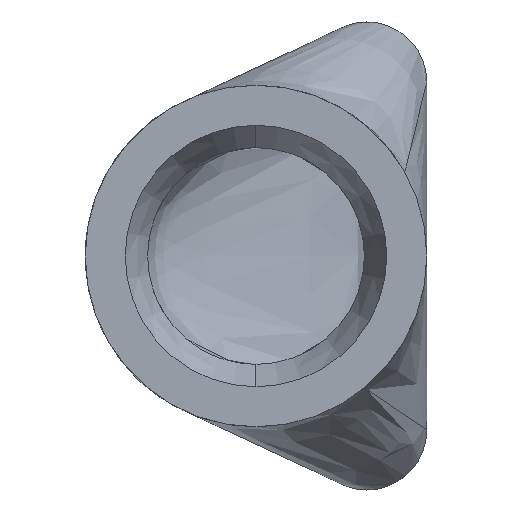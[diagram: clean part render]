
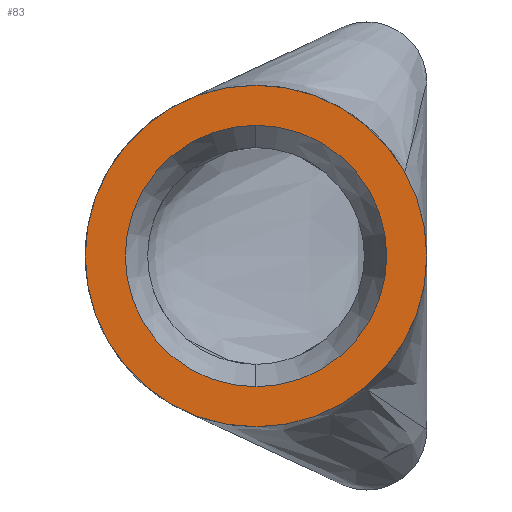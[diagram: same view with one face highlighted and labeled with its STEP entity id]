
A CAD part, left-side view. The second image highlights one B-rep face of the part: STEP entity #83.
In plain terms, the highlighted planar face has unit normal (-1, 0, 0).
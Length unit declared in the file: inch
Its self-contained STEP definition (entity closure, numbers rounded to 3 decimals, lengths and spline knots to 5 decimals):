
#52 = CARTESIAN_POINT ( 'NONE',  ( 0., 0.427, 0. ) ) ;
#60 = VERTEX_POINT ( 'NONE', #532 ) ;
#83 = ADVANCED_FACE ( 'NONE', ( #258, #358 ), #184, .T. ) ;
#123 = ORIENTED_EDGE ( 'NONE', *, *, #871, .T. ) ;
#140 = CIRCLE ( 'NONE', #911, 0.32696 ) ;
#143 = ORIENTED_EDGE ( 'NONE', *, *, #417, .T. ) ;
#165 = DIRECTION ( 'NONE',  ( 0., 0., 1. ) ) ;
#184 = PLANE ( 'NONE',  #762 ) ;
#187 = CARTESIAN_POINT ( 'NONE',  ( 0., 0.427, 0.32696 ) ) ;
#217 = CARTESIAN_POINT ( 'NONE',  ( 0., 0.427, 0. ) ) ;
#258 = FACE_BOUND ( 'NONE', #968, .T. ) ;
#284 = CARTESIAN_POINT ( 'NONE',  ( 0., 0.427, 0. ) ) ;
#285 = CARTESIAN_POINT ( 'NONE',  ( 0., 0.427, -0.427 ) ) ;
#295 = EDGE_CURVE ( 'NONE', #1139, #60, #140, .T. ) ;
#311 = AXIS2_PLACEMENT_3D ( 'NONE', #217, #569, #474 ) ;
#320 = DIRECTION ( 'NONE',  ( 1., 0., 0. ) ) ;
#358 = FACE_OUTER_BOUND ( 'NONE', #940, .T. ) ;
#369 = AXIS2_PLACEMENT_3D ( 'NONE', #284, #463, #868 ) ;
#417 = EDGE_CURVE ( 'NONE', #1008, #580, #555, .T. ) ;
#463 = DIRECTION ( 'NONE',  ( 1., 0., 0. ) ) ;
#474 = DIRECTION ( 'NONE',  ( 0., 0., 1. ) ) ;
#526 = DIRECTION ( 'NONE',  ( 0., 0., 1. ) ) ;
#532 = CARTESIAN_POINT ( 'NONE',  ( 0., 0.427, -0.32696 ) ) ;
#555 = CIRCLE ( 'NONE', #798, 0.427 ) ;
#569 = DIRECTION ( 'NONE',  ( -1., 0., 0. ) ) ;
#580 = VERTEX_POINT ( 'NONE', #285 ) ;
#606 = ORIENTED_EDGE ( 'NONE', *, *, #295, .T. ) ;
#614 = CARTESIAN_POINT ( 'NONE',  ( 0., 0., 0. ) ) ;
#631 = CIRCLE ( 'NONE', #311, 0.427 ) ;
#708 = CARTESIAN_POINT ( 'NONE',  ( 0., 0.427, 0. ) ) ;
#762 = AXIS2_PLACEMENT_3D ( 'NONE', #614, #981, #165 ) ;
#798 = AXIS2_PLACEMENT_3D ( 'NONE', #708, #975, #526 ) ;
#868 = DIRECTION ( 'NONE',  ( 0., 0., 1. ) ) ;
#871 = EDGE_CURVE ( 'NONE', #580, #1008, #631, .T. ) ;
#876 = CARTESIAN_POINT ( 'NONE',  ( 0., 0.427, 0.427 ) ) ;
#878 = CIRCLE ( 'NONE', #369, 0.32696 ) ;
#888 = ORIENTED_EDGE ( 'NONE', *, *, #1158, .T. ) ;
#911 = AXIS2_PLACEMENT_3D ( 'NONE', #52, #320, #944 ) ;
#940 = EDGE_LOOP ( 'NONE', ( #143, #123 ) ) ;
#944 = DIRECTION ( 'NONE',  ( 0., 0., 1. ) ) ;
#968 = EDGE_LOOP ( 'NONE', ( #606, #888 ) ) ;
#975 = DIRECTION ( 'NONE',  ( -1., 0., 0. ) ) ;
#981 = DIRECTION ( 'NONE',  ( -1., 0., 0. ) ) ;
#1008 = VERTEX_POINT ( 'NONE', #876 ) ;
#1139 = VERTEX_POINT ( 'NONE', #187 ) ;
#1158 = EDGE_CURVE ( 'NONE', #60, #1139, #878, .T. ) ;
